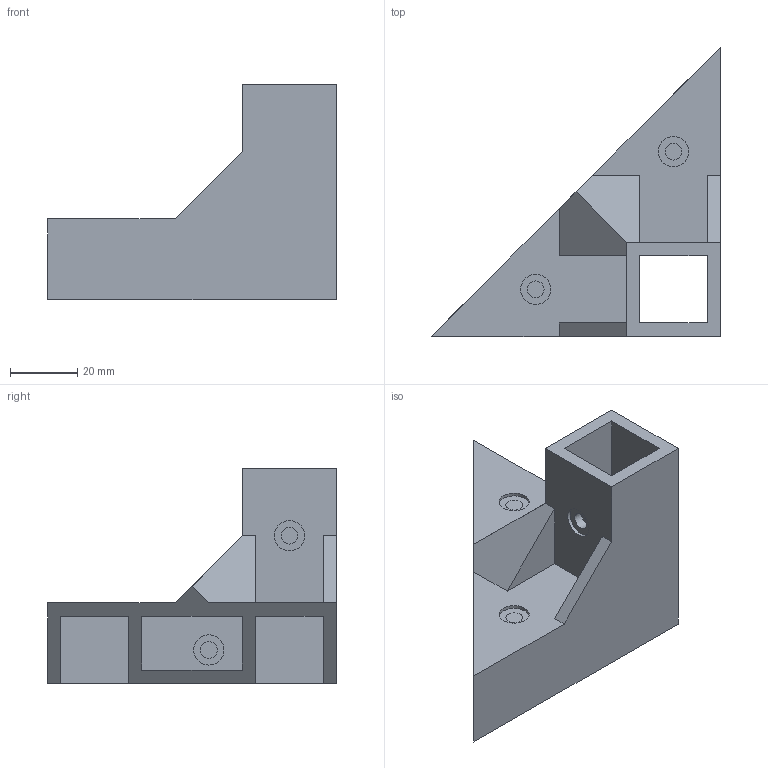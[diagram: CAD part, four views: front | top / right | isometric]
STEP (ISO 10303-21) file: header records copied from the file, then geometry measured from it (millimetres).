
FILE_DESCRIPTION(/* description */ (''),/* implementation_level */ '2;1');
FILE_NAME(/* name */ 'Rear Corner Bracket.step',/* time_stamp */ '2020-06-08T21:17:39-05:00',/* author */ (''),/* organization */ (''),/* preprocessor_version */ 'ST-DEVELOPER v18.1',/* originating_system */ 'Autodesk Translation Framework v9.3.0.1241',/* authorisation */ '');
FILE_SCHEMA (('AUTOMOTIVE_DESIGN { 1 0 10303 214 3 1 1 }'));
Length unit declared in the file: millimetre
Products named in the file (1): Rear Corner Bracket
Bounding box: 86 x 86 x 64 mm (x, y, z)
Volume: 53991.6 mm3; surface area: 28031.4 mm2
Topology: 1 solids, 3 shells, 56 faces, 116 edges, 76 vertices
Faces by surface type: plane 44, cylinder 12
Full cylindrical faces by diameter (mm): 5 x6, 9 x6
Entity records: 1505 total; most frequent: DIRECTION 254, CARTESIAN_POINT 249, ORIENTED_EDGE 232, EDGE_CURVE 116, LINE 92, VECTOR 92, AXIS2_PLACEMENT_3D 81, VERTEX_POINT 76
